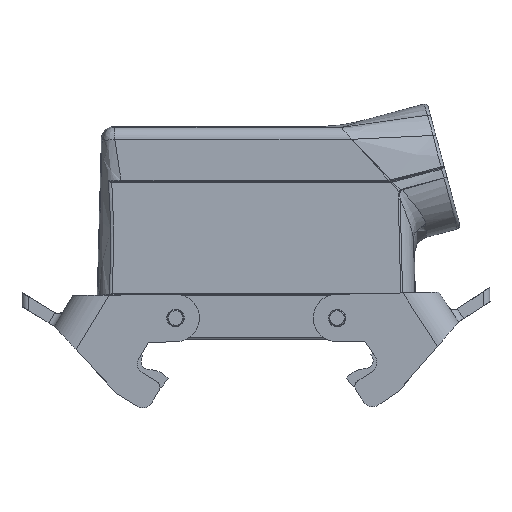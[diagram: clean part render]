
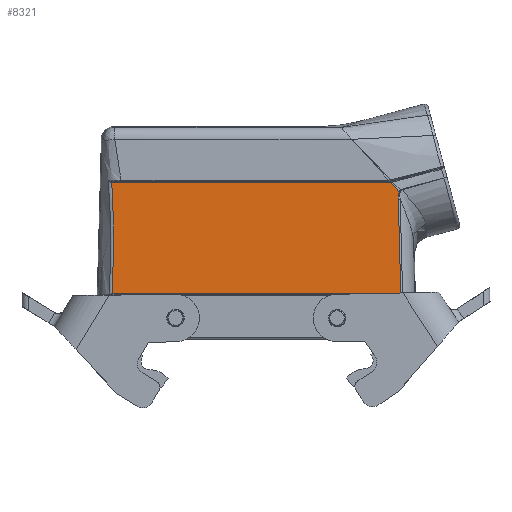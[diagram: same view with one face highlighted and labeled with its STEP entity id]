
A CAD part, front view. The second image highlights one B-rep face of the part: STEP entity #8321.
In plain terms, the highlighted planar face has unit normal (0, -1, 0.015).
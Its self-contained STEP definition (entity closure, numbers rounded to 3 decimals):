
#8203=CARTESIAN_POINT('',(50.0,-20.5,4.176));
#8204=DIRECTION('',(0.0,-1.,0.015));
#8205=DIRECTION('',(0.0,-0.015,-1.));
#8206=AXIS2_PLACEMENT_3D('',#8203,#8204,#8205);
#8207=PLANE('',#8206);
#8208=CARTESIAN_POINT('',(-42.492,-20.001,37.105));
#8209=VERTEX_POINT('',#8208);
#8210=CARTESIAN_POINT('',(-42.309,-20.497,4.354));
#8211=VERTEX_POINT('',#8210);
#8212=CARTESIAN_POINT('',(-42.493,-20.001,37.105));
#8213=CARTESIAN_POINT('',(-42.114,-20.083,31.669));
#8214=CARTESIAN_POINT('',(-41.842,-20.166,26.222));
#8215=CARTESIAN_POINT('',(-41.899,-20.248,20.776));
#8216=CARTESIAN_POINT('',(-41.899,-20.249,20.762));
#8217=CARTESIAN_POINT('',(-41.899,-20.249,20.749));
#8218=CARTESIAN_POINT('',(-41.9,-20.249,20.736));
#8219=CARTESIAN_POINT('',(-41.915,-20.27,19.33));
#8220=CARTESIAN_POINT('',(-41.957,-20.292,17.924));
#8221=CARTESIAN_POINT('',(-41.993,-20.313,16.518));
#8222=CARTESIAN_POINT('',(-42.028,-20.333,15.194));
#8223=CARTESIAN_POINT('',(-42.062,-20.353,13.869));
#8224=CARTESIAN_POINT('',(-42.096,-20.373,12.545));
#8225=CARTESIAN_POINT('',(-42.167,-20.415,9.815));
#8226=CARTESIAN_POINT('',(-42.238,-20.456,7.085));
#8227=CARTESIAN_POINT('',(-42.309,-20.497,4.354));
#8228=B_SPLINE_CURVE_WITH_KNOTS('',3,(#8212,#8213,#8214,#8215,#8216,#8217,#8218,#8219,#8220,#8221,#8222,#8223,#8224,#8225,#8226,#8227),.UNSPECIFIED.,.F.,.U.,(4,3,3,3,3,4),(0.0,0.499,0.5,0.629,0.75,1.0),.UNSPECIFIED.);
#8229=EDGE_CURVE('',#8209,#8211,#8228,.T.);
#8230=ORIENTED_EDGE('',*,*,#8229,.T.);
#8231=CARTESIAN_POINT('',(-41.661,-20.496,4.424));
#8232=VERTEX_POINT('',#8231);
#8233=CARTESIAN_POINT('',(-42.309,-20.497,4.354));
#8234=CARTESIAN_POINT('',(-42.099,-20.496,4.409));
#8235=CARTESIAN_POINT('',(-41.878,-20.496,4.424));
#8236=CARTESIAN_POINT('',(-41.661,-20.496,4.424));
#8237=QUASI_UNIFORM_CURVE('',3,(#8233,#8234,#8235,#8236),.UNSPECIFIED.,.F.,.U.);
#8238=EDGE_CURVE('',#8211,#8232,#8237,.T.);
#8239=ORIENTED_EDGE('',*,*,#8238,.T.);
#8240=CARTESIAN_POINT('',(41.661,-20.496,4.424));
#8241=VERTEX_POINT('',#8240);
#8242=CARTESIAN_POINT('',(-41.661,-20.496,4.424));
#8243=DIRECTION('',(1.0,0.0,0.0));
#8244=VECTOR('',#8243,83.322);
#8245=LINE('',#8242,#8244);
#8246=EDGE_CURVE('',#8232,#8241,#8245,.T.);
#8247=ORIENTED_EDGE('',*,*,#8246,.T.);
#8248=CARTESIAN_POINT('',(42.457,-20.498,4.307));
#8249=VERTEX_POINT('',#8248);
#8250=CARTESIAN_POINT('',(41.661,-20.496,4.424));
#8251=CARTESIAN_POINT('',(41.761,-20.496,4.424));
#8252=CARTESIAN_POINT('',(41.862,-20.496,4.421));
#8253=CARTESIAN_POINT('',(41.961,-20.496,4.412));
#8254=CARTESIAN_POINT('',(42.13,-20.497,4.397));
#8255=CARTESIAN_POINT('',(42.3,-20.497,4.368));
#8256=CARTESIAN_POINT('',(42.457,-20.498,4.307));
#8257=B_SPLINE_CURVE_WITH_KNOTS('',3,(#8250,#8251,#8252,#8253,#8254,#8255,#8256),.UNSPECIFIED.,.F.,.U.,(4,3,4),(0.0,0.371,1.0),.UNSPECIFIED.);
#8258=EDGE_CURVE('',#8241,#8249,#8257,.T.);
#8259=ORIENTED_EDGE('',*,*,#8258,.T.);
#8260=CARTESIAN_POINT('',(41.738,-20.077,32.074));
#8261=VERTEX_POINT('',#8260);
#8262=CARTESIAN_POINT('',(42.457,-20.498,4.307));
#8263=DIRECTION('',(-0.026,0.015,1.));
#8264=VECTOR('',#8263,27.78);
#8265=LINE('',#8262,#8264);
#8266=EDGE_CURVE('',#8249,#8261,#8265,.T.);
#8267=ORIENTED_EDGE('',*,*,#8266,.T.);
#8268=CARTESIAN_POINT('',(41.919,-20.044,34.285));
#8269=VERTEX_POINT('',#8268);
#8270=CARTESIAN_POINT('',(41.738,-20.077,32.074));
#8271=CARTESIAN_POINT('',(41.718,-20.066,32.818));
#8272=CARTESIAN_POINT('',(41.745,-20.055,33.557));
#8273=CARTESIAN_POINT('',(41.919,-20.044,34.285));
#8274=QUASI_UNIFORM_CURVE('',3,(#8270,#8271,#8272,#8273),.UNSPECIFIED.,.F.,.U.);
#8275=EDGE_CURVE('',#8261,#8269,#8274,.T.);
#8276=ORIENTED_EDGE('',*,*,#8275,.T.);
#8277=CARTESIAN_POINT('',(39.446,-20.001,37.103));
#8278=VERTEX_POINT('',#8277);
#8279=CARTESIAN_POINT('',(41.919,-20.044,34.285));
#8280=CARTESIAN_POINT('',(41.713,-20.04,34.527));
#8281=CARTESIAN_POINT('',(41.507,-20.036,34.768));
#8282=CARTESIAN_POINT('',(41.299,-20.033,35.008));
#8283=CARTESIAN_POINT('',(41.053,-20.029,35.293));
#8284=CARTESIAN_POINT('',(40.806,-20.024,35.576));
#8285=CARTESIAN_POINT('',(40.558,-20.02,35.858));
#8286=CARTESIAN_POINT('',(40.193,-20.014,36.271));
#8287=CARTESIAN_POINT('',(39.826,-20.007,36.682));
#8288=CARTESIAN_POINT('',(39.457,-20.001,37.091));
#8289=CARTESIAN_POINT('',(39.453,-20.001,37.095));
#8290=CARTESIAN_POINT('',(39.45,-20.001,37.099));
#8291=CARTESIAN_POINT('',(39.446,-20.001,37.103));
#8292=B_SPLINE_CURVE_WITH_KNOTS('',3,(#8279,#8280,#8281,#8282,#8283,#8284,#8285,#8286,#8287,#8288,#8289,#8290,#8291),.UNSPECIFIED.,.F.,.U.,(4,3,3,3,4),(0.0,0.254,0.555,0.996,1.0),.UNSPECIFIED.);
#8293=EDGE_CURVE('',#8269,#8278,#8292,.T.);
#8294=ORIENTED_EDGE('',*,*,#8293,.T.);
#8295=CARTESIAN_POINT('',(38.848,-20.002,37.069));
#8296=VERTEX_POINT('',#8295);
#8297=CARTESIAN_POINT('',(38.848,-19.921,42.363));
#8298=DIRECTION('',(0.,1.,-0.015));
#8299=DIRECTION('',(0.,-0.015,-1.));
#8300=AXIS2_PLACEMENT_3D('',#8297,#8298,#8299);
#8301=CIRCLE('',#8300,5.295);
#8302=EDGE_CURVE('',#8278,#8296,#8301,.T.);
#8303=ORIENTED_EDGE('',*,*,#8302,.T.);
#8304=CARTESIAN_POINT('',(-42.053,-20.002,37.069));
#8305=VERTEX_POINT('',#8304);
#8306=CARTESIAN_POINT('',(38.848,-20.002,37.069));
#8307=DIRECTION('',(-1.0,0.0,0.0));
#8308=VECTOR('',#8307,80.901);
#8309=LINE('',#8306,#8308);
#8310=EDGE_CURVE('',#8296,#8305,#8309,.T.);
#8311=ORIENTED_EDGE('',*,*,#8310,.T.);
#8312=CARTESIAN_POINT('',(-42.053,-20.002,37.069));
#8313=CARTESIAN_POINT('',(-42.2,-20.002,37.069));
#8314=CARTESIAN_POINT('',(-42.348,-20.001,37.078));
#8315=CARTESIAN_POINT('',(-42.492,-20.001,37.105));
#8316=QUASI_UNIFORM_CURVE('',3,(#8312,#8313,#8314,#8315),.UNSPECIFIED.,.F.,.U.);
#8317=EDGE_CURVE('',#8305,#8209,#8316,.T.);
#8318=ORIENTED_EDGE('',*,*,#8317,.T.);
#8319=EDGE_LOOP('',(#8230,#8239,#8247,#8259,#8267,#8276,#8294,#8303,#8311,#8318));
#8320=FACE_OUTER_BOUND('',#8319,.T.);
#8321=ADVANCED_FACE('',(#8320),#8207,.T.);
